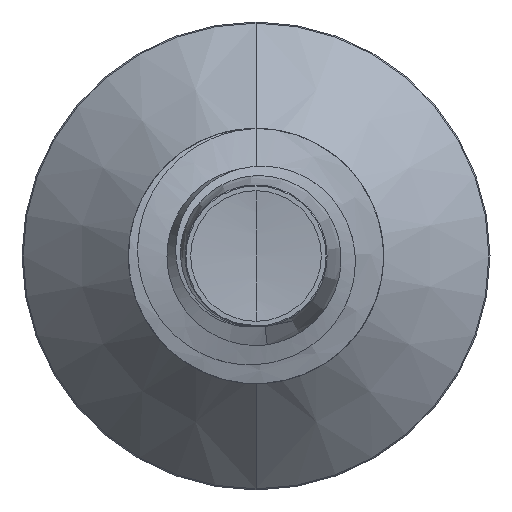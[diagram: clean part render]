
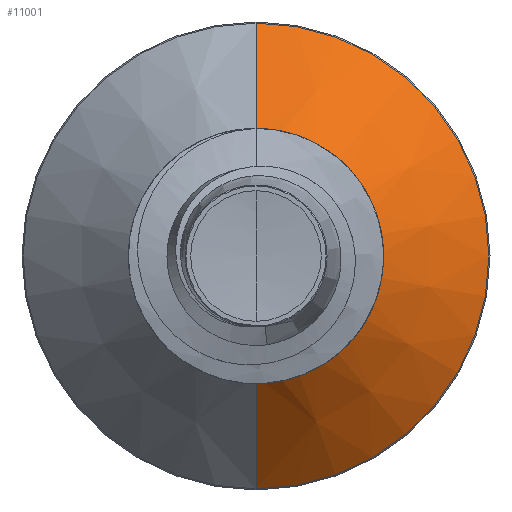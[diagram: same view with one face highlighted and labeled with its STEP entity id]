
A CAD part, front view. The second image highlights one B-rep face of the part: STEP entity #11001.
In plain terms, the highlighted conical face has half-angle 45 degrees and reference radius 1.414 mm.
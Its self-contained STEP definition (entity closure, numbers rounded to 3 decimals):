
#118 = EDGE_CURVE ( 'NONE', #14524, #1130, #5632, .T. ) ;
#866 = DIRECTION ( 'NONE',  ( 0., 0., 1. ) ) ;
#1130 = VERTEX_POINT ( 'NONE', #3776 ) ;
#1258 = LINE ( 'NONE', #12153, #9418 ) ;
#1597 = ORIENTED_EDGE ( 'NONE', *, *, #7646, .T. ) ;
#1919 = DIRECTION ( 'NONE',  ( 0., 1., 0. ) ) ;
#2788 = EDGE_CURVE ( 'NONE', #13895, #14796, #13622, .T. ) ;
#3776 = CARTESIAN_POINT ( 'NONE',  ( 0., 9.437, -2.737 ) ) ;
#4341 = CARTESIAN_POINT ( 'NONE',  ( 0., 8.114, 0. ) ) ;
#4345 = DIRECTION ( 'NONE',  ( 0., 1., 0. ) ) ;
#4909 = DIRECTION ( 'NONE',  ( 0., 0., 1. ) ) ;
#5365 = ORIENTED_EDGE ( 'NONE', *, *, #2788, .T. ) ;
#5579 = CARTESIAN_POINT ( 'NONE',  ( 0., 9.437, 0. ) ) ;
#5632 = CIRCLE ( 'NONE', #9911, 2.737 ) ;
#6299 = AXIS2_PLACEMENT_3D ( 'NONE', #4341, #4345, #4909 ) ;
#7637 = DIRECTION ( 'NONE',  ( 0., 0., 1. ) ) ;
#7646 = EDGE_CURVE ( 'NONE', #14796, #1130, #1258, .T. ) ;
#7655 = DIRECTION ( 'NONE',  ( 0., 1., 0. ) ) ;
#7670 = CARTESIAN_POINT ( 'NONE',  ( 0., 8.114, 1.414 ) ) ;
#7691 = CARTESIAN_POINT ( 'NONE',  ( 0., 8.114, 0. ) ) ;
#7697 = FACE_OUTER_BOUND ( 'NONE', #12518, .T. ) ;
#8675 = CARTESIAN_POINT ( 'NONE',  ( 0., 9.437, 2.737 ) ) ;
#9418 = VECTOR ( 'NONE', #12113, 1000. ) ;
#9911 = AXIS2_PLACEMENT_3D ( 'NONE', #5579, #1919, #866 ) ;
#10635 = VECTOR ( 'NONE', #14593, 1000. ) ;
#10725 = ORIENTED_EDGE ( 'NONE', *, *, #13236, .F. ) ;
#11001 = ADVANCED_FACE ( 'NONE', ( #7697 ), #12889, .T. ) ;
#12113 = DIRECTION ( 'NONE',  ( 0., 0.707, -0.707 ) ) ;
#12153 = CARTESIAN_POINT ( 'NONE',  ( 0., 8.114, -1.414 ) ) ;
#12480 = AXIS2_PLACEMENT_3D ( 'NONE', #7691, #7655, #7637 ) ;
#12518 = EDGE_LOOP ( 'NONE', ( #5365, #1597, #14540, #10725 ) ) ;
#12879 = CARTESIAN_POINT ( 'NONE',  ( 0., 8.114, 1.414 ) ) ;
#12889 = CONICAL_SURFACE ( 'NONE', #6299, 1.414, 0.785 ) ;
#13236 = EDGE_CURVE ( 'NONE', #13895, #14524, #15393, .T. ) ;
#13622 = CIRCLE ( 'NONE', #12480, 1.414 ) ;
#13895 = VERTEX_POINT ( 'NONE', #7670 ) ;
#14248 = CARTESIAN_POINT ( 'NONE',  ( 0., 8.114, -1.414 ) ) ;
#14524 = VERTEX_POINT ( 'NONE', #8675 ) ;
#14540 = ORIENTED_EDGE ( 'NONE', *, *, #118, .F. ) ;
#14593 = DIRECTION ( 'NONE',  ( 0., 0.707, 0.707 ) ) ;
#14796 = VERTEX_POINT ( 'NONE', #14248 ) ;
#15393 = LINE ( 'NONE', #12879, #10635 ) ;
